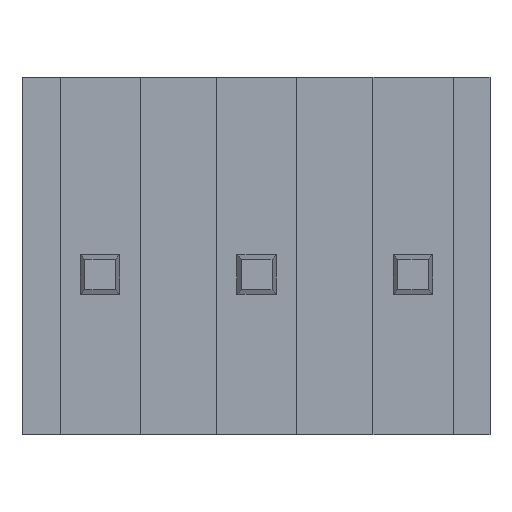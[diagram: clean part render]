
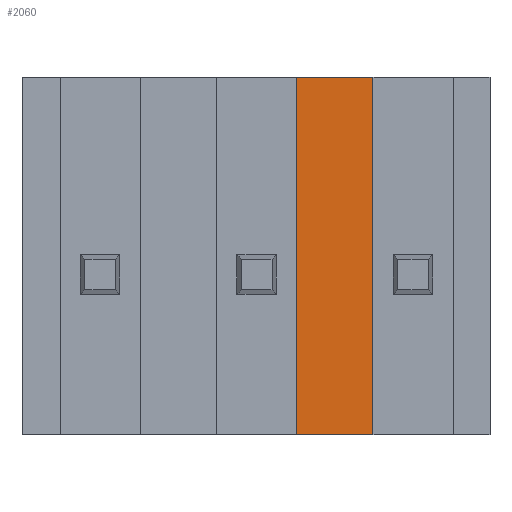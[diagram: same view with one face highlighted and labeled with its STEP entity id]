
A CAD part, front view. The second image highlights one B-rep face of the part: STEP entity #2060.
In plain terms, the highlighted planar face has unit normal (0, -1, 0).
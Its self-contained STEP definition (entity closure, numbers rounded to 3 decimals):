
#14 = LINE ( 'NONE', #1895, #480 ) ;
#126 = VECTOR ( 'NONE', #1890, 1000. ) ;
#340 = CARTESIAN_POINT ( 'NONE',  ( 1.9, -1.65, 2.9 ) ) ;
#371 = EDGE_CURVE ( 'NONE', #1743, #940, #1881, .T. ) ;
#378 = ORIENTED_EDGE ( 'NONE', *, *, #1724, .F. ) ;
#405 = ORIENTED_EDGE ( 'NONE', *, *, #1721, .T. ) ;
#480 = VECTOR ( 'NONE', #1413, 1000. ) ;
#554 = AXIS2_PLACEMENT_3D ( 'NONE', #913, #2040, #1869 ) ;
#584 = CARTESIAN_POINT ( 'NONE',  ( 1.9, -1.65, -2.9 ) ) ;
#827 = EDGE_CURVE ( 'NONE', #1673, #1050, #1941, .T. ) ;
#876 = LINE ( 'NONE', #935, #949 ) ;
#913 = CARTESIAN_POINT ( 'NONE',  ( 3.8, -1.65, 2.9 ) ) ;
#935 = CARTESIAN_POINT ( 'NONE',  ( 3.8, -1.65, 2.9 ) ) ;
#940 = VERTEX_POINT ( 'NONE', #1454 ) ;
#949 = VECTOR ( 'NONE', #2054, 1000. ) ;
#1007 = ORIENTED_EDGE ( 'NONE', *, *, #827, .T. ) ;
#1050 = VERTEX_POINT ( 'NONE', #340 ) ;
#1089 = VECTOR ( 'NONE', #1136, 1000. ) ;
#1136 = DIRECTION ( 'NONE',  ( 0., 0., 1. ) ) ;
#1231 = PLANE ( 'NONE',  #554 ) ;
#1325 = ORIENTED_EDGE ( 'NONE', *, *, #371, .F. ) ;
#1413 = DIRECTION ( 'NONE',  ( -1., 0., 0. ) ) ;
#1421 = EDGE_LOOP ( 'NONE', ( #378, #1007, #405, #1325 ) ) ;
#1430 = FACE_OUTER_BOUND ( 'NONE', #1421, .T. ) ;
#1438 = CARTESIAN_POINT ( 'NONE',  ( 0.66, -1.65, -2.9 ) ) ;
#1454 = CARTESIAN_POINT ( 'NONE',  ( 0.66, -1.65, 2.9 ) ) ;
#1673 = VERTEX_POINT ( 'NONE', #584 ) ;
#1721 = EDGE_CURVE ( 'NONE', #1050, #940, #876, .T. ) ;
#1724 = EDGE_CURVE ( 'NONE', #1673, #1743, #14, .T. ) ;
#1743 = VERTEX_POINT ( 'NONE', #2075 ) ;
#1869 = DIRECTION ( 'NONE',  ( 0., 0., 1. ) ) ;
#1881 = LINE ( 'NONE', #1438, #1089 ) ;
#1890 = DIRECTION ( 'NONE',  ( 0., 0., 1. ) ) ;
#1895 = CARTESIAN_POINT ( 'NONE',  ( 3.8, -1.65, -2.9 ) ) ;
#1941 = LINE ( 'NONE', #2084, #126 ) ;
#2040 = DIRECTION ( 'NONE',  ( 0., 1., 0. ) ) ;
#2054 = DIRECTION ( 'NONE',  ( -1., 0., 0. ) ) ;
#2060 = ADVANCED_FACE ( 'NONE', ( #1430 ), #1231, .F. ) ;
#2075 = CARTESIAN_POINT ( 'NONE',  ( 0.66, -1.65, -2.9 ) ) ;
#2084 = CARTESIAN_POINT ( 'NONE',  ( 1.9, -1.65, -2.9 ) ) ;
